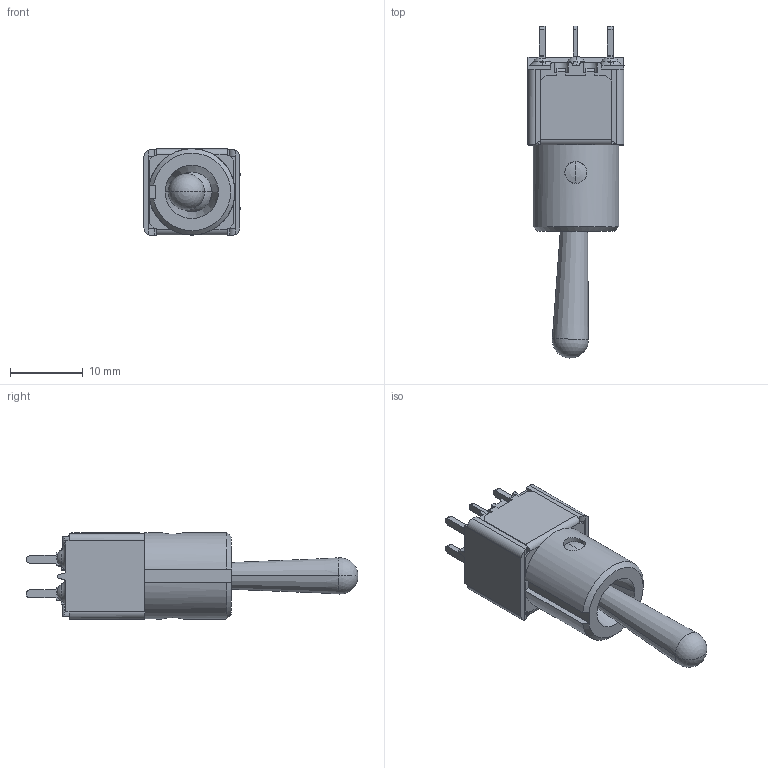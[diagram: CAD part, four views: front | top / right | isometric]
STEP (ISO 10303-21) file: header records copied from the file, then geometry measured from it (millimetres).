
FILE_DESCRIPTION((''),'2;1');
FILE_NAME('5244MTHAB_','2011-06-08T',('rboyer'),(''),'PRO/ENGINEER BY PARAMETRIC TECHNOLOGY CORPORATION, 2009440','PRO/ENGINEER BY PARAMETRIC TECHNOLOGY CORPORATION, 2009440','');
FILE_SCHEMA(('CONFIG_CONTROL_DESIGN'));
Length unit declared in the file: millimetre
Products named in the file (1): 5244MTHAB_
Bounding box: 13.24 x 45.79 x 11.92 mm (x, y, z)
Volume: 2218.1 mm3; surface area: 3361.6 mm2
Topology: 2 solids, 2 shells, 619 faces, 1677 edges, 1053 vertices
Faces by surface type: plane 428, cylinder 116, sphere 36, torus 18, cone 13, bspline 8
Entity records: 20695 total; most frequent: CARTESIAN_POINT 5298, ORIENTED_EDGE 3342, DIRECTION 3031, EDGE_CURVE 1671, VECTOR 1127, LINE 1127, VERTEX_POINT 1053, AXIS2_PLACEMENT_3D 952
